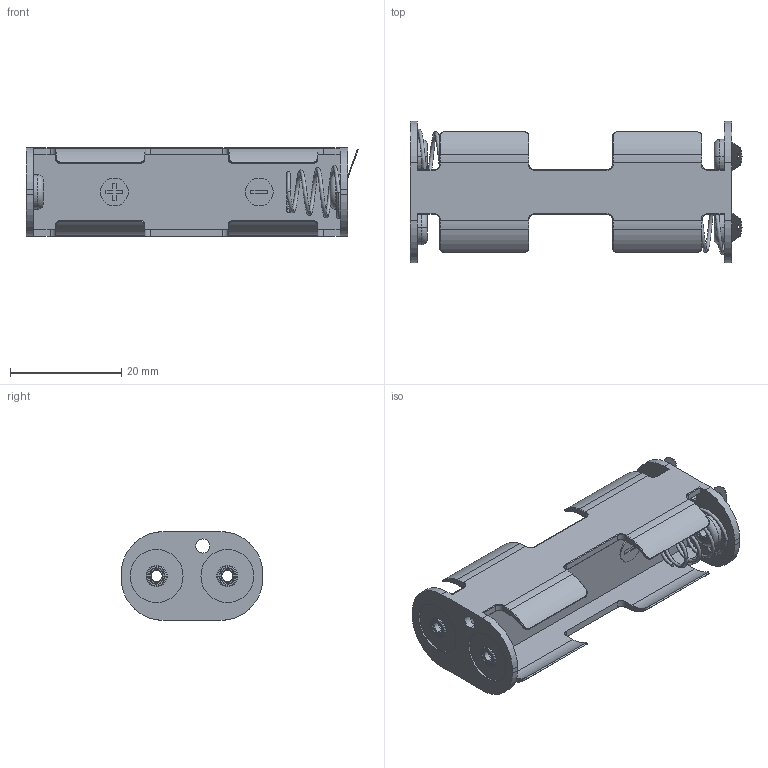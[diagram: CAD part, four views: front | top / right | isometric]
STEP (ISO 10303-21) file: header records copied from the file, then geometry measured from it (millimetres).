
FILE_DESCRIPTION (( 'STEP AP214' ), '1' );
FILE_NAME ('BC22AAL.STEP', '2019-11-22T15:12:21', ( '' ), ( '' ), 'SwSTEP 2.0', 'SolidWorks 2016', '' );
FILE_SCHEMA (( 'AUTOMOTIVE_DESIGN' ));
Length unit declared in the file: millimetre
Products named in the file (1): BC22AAL
Bounding box: 59.58 x 25.4 x 15.9 mm (x, y, z)
Volume: 4018.2 mm3; surface area: 7839.5 mm2
Topology: 5 solids, 5 shells, 500 faces, 1206 edges, 743 vertices
Faces by surface type: cylinder 201, plane 155, torus 112, bspline 32
Entity records: 18909 total; most frequent: CARTESIAN_POINT 7032, DIRECTION 2615, ORIENTED_EDGE 2404, EDGE_CURVE 1202, AXIS2_PLACEMENT_3D 1050, VERTEX_POINT 741, CIRCLE 583, EDGE_LOOP 551
